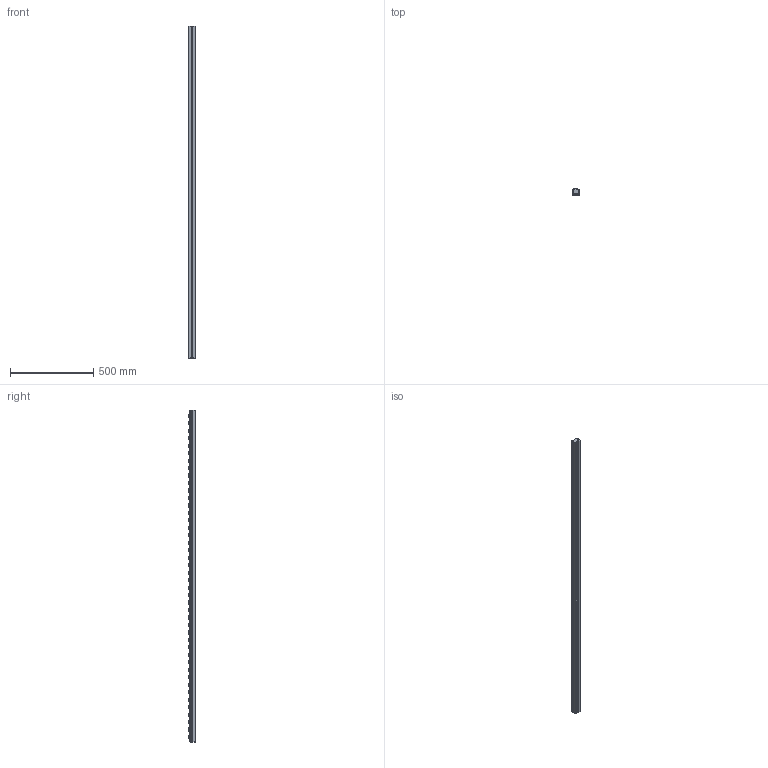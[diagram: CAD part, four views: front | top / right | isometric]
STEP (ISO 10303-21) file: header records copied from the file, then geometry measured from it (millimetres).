
FILE_DESCRIPTION(/* description */ (''),/* implementation_level */ '2;1');
FILE_NAME(/* name */ 'FRF45BK.2000.stp',/* time_stamp */ '2022-06-22T16:10:44+02:00',/* author */ ('stefan.nesic'),/* organization */ (''),/* preprocessor_version */ 'ST-DEVELOPER v18.1',/* originating_system */ 'Autodesk Inventor 2021',/* authorisation */ '');
FILE_SCHEMA (('AUTOMOTIVE_DESIGN { 1 0 10303 214 3 1 1 }'));
Length unit declared in the file: millimetre
Products named in the file (6): Assieme1; PG4134_L=100; FR.CAP; FRFBK.ROLLER; PernoØ3.5 L=37; FR.BAR
Assembly tree (145 placements, depth 2):
  Assieme1
    PG4134_L=100
    FR.CAP  x2
    FR.BAR  x54
    FRFBK.ROLLER  x44
    PernoØ3.5 L=37  x44
Bounding box: 41 x 43.6 x 2000 mm (x, y, z)
Volume: 1157885.3 mm3; surface area: 934628.7 mm2
Topology: 145 solids, 145 shells, 3210 faces, 8324 edges, 5480 vertices
Faces by surface type: plane 1486, cylinder 1352, cone 264, torus 92, bspline 16
Full cylindrical faces by diameter (mm): 3.5 x88, 7 x88, 28 x44, 38 x44
Entity records: 6949 total; most frequent: DIRECTION 1253, CARTESIAN_POINT 1245, ORIENTED_EDGE 932, AXIS2_PLACEMENT_3D 467, EDGE_CURVE 466, LINE 319, VECTOR 319, VERTEX_POINT 301
